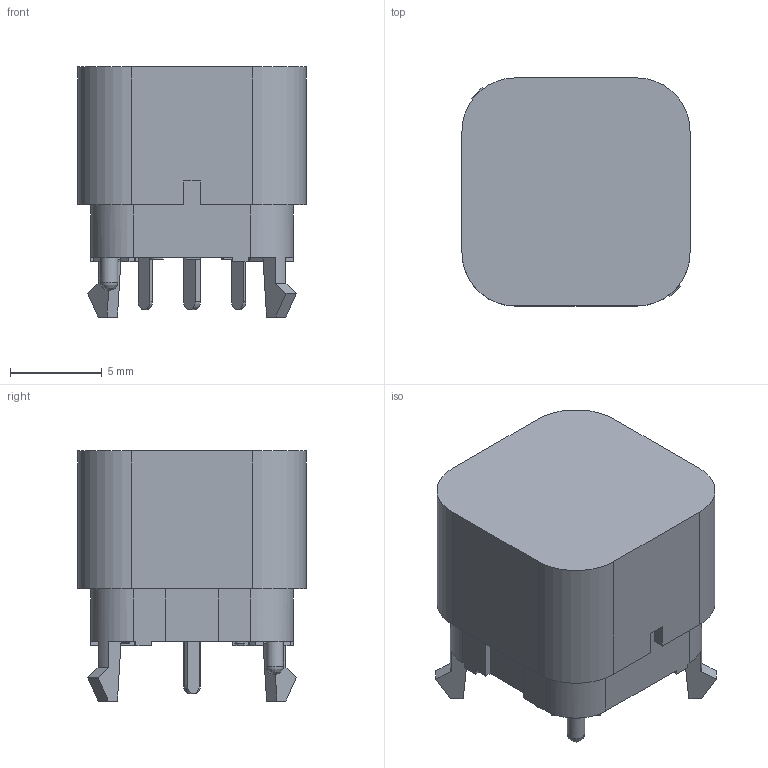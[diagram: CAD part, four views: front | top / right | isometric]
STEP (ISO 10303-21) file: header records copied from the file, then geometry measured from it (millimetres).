
FILE_DESCRIPTION((' '),'2;1');
FILE_NAME('PB300DTQ.stp','2017-08-03T14:36:45',(' '),(' '),' ','ACIS',' ');
FILE_SCHEMA(('CONFIG_CONTROL_DESIGN'));
Length unit declared in the file: inch
Products named in the file (1): PB300DTQ.stp
Bounding box: 12.4 x 12.4 x 13.6 mm (x, y, z)
Volume: 1154.9 mm3; surface area: 1524.7 mm2
Topology: 1 solids, 2 shells, 254 faces, 680 edges, 441 vertices
Faces by surface type: plane 165, cylinder 45, bspline 34, sphere 6, torus 4
Full cylindrical faces by diameter (mm): 0.5 x1, 0.95 x1, 1.5 x1
Entity records: 8172 total; most frequent: CARTESIAN_POINT 1896, ORIENTED_EDGE 1339, DIRECTION 1151, EDGE_CURVE 670, VECTOR 503, LINE 503, VERTEX_POINT 437, AXIS2_PLACEMENT_3D 324
